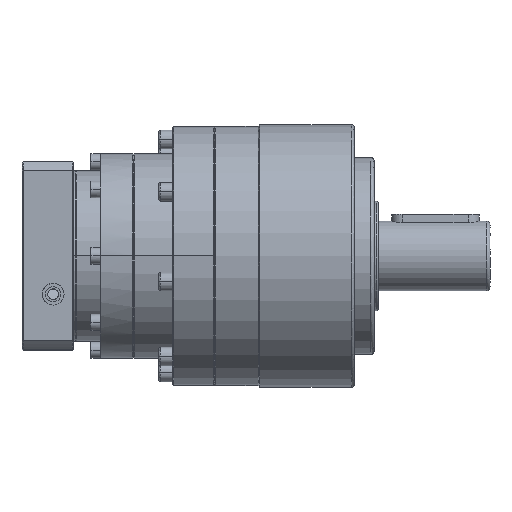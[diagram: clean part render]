
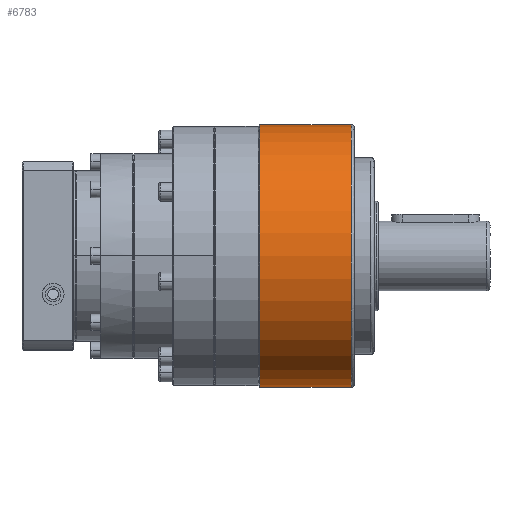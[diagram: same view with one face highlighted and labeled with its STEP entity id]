
A CAD part, top view. The second image highlights one B-rep face of the part: STEP entity #6783.
In plain terms, the highlighted cylindrical face has radius 60 mm (diameter 120 mm), a partial arc.
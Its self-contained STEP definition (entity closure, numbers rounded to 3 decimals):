
#1719 = CIRCLE ( 'NONE', #15030, 60. ) ;
#2660 = DIRECTION ( 'NONE',  ( 1., 0., 0. ) ) ;
#2712 = EDGE_CURVE ( 'NONE', #23950, #21895, #1719, .T. ) ;
#3410 = EDGE_CURVE ( 'NONE', #7068, #21895, #5558, .T. ) ;
#3491 = EDGE_CURVE ( 'NONE', #4208, #23950, #22402, .T. ) ;
#4208 = VERTEX_POINT ( 'NONE', #4542 ) ;
#4542 = CARTESIAN_POINT ( 'NONE',  ( 60., 0., 20.75 ) ) ;
#4830 = DIRECTION ( 'NONE',  ( 0., 0., 1. ) ) ;
#4946 = CARTESIAN_POINT ( 'NONE',  ( 0., 0., 0. ) ) ;
#5382 = EDGE_CURVE ( 'NONE', #7068, #4208, #24137, .T. ) ;
#5558 = LINE ( 'NONE', #13830, #18231 ) ;
#5978 = CYLINDRICAL_SURFACE ( 'NONE', #11078, 60. ) ;
#6325 = ORIENTED_EDGE ( 'NONE', *, *, #3491, .T. ) ;
#6783 = ADVANCED_FACE ( 'NONE', ( #7882 ), #5978, .T. ) ;
#7017 = EDGE_LOOP ( 'NONE', ( #22997, #23083, #6325, #20899 ) ) ;
#7068 = VERTEX_POINT ( 'NONE', #18961 ) ;
#7197 = DIRECTION ( 'NONE',  ( 1., 0., 0. ) ) ;
#7255 = DIRECTION ( 'NONE',  ( 0., 0., 1. ) ) ;
#7286 = CARTESIAN_POINT ( 'NONE',  ( 0., 0., 20.75 ) ) ;
#7728 = CARTESIAN_POINT ( 'NONE',  ( 60., 0., 62.5 ) ) ;
#7882 = FACE_OUTER_BOUND ( 'NONE', #7017, .T. ) ;
#11071 = CARTESIAN_POINT ( 'NONE',  ( -60., 0., 62.5 ) ) ;
#11078 = AXIS2_PLACEMENT_3D ( 'NONE', #4946, #4830, #2660 ) ;
#13222 = CARTESIAN_POINT ( 'NONE',  ( 60., 0., 0. ) ) ;
#13281 = DIRECTION ( 'NONE',  ( 0., 0., 1. ) ) ;
#13830 = CARTESIAN_POINT ( 'NONE',  ( -60., 0., 0. ) ) ;
#14097 = DIRECTION ( 'NONE',  ( 0., 0., 1. ) ) ;
#15030 = AXIS2_PLACEMENT_3D ( 'NONE', #24167, #24161, #24135 ) ;
#18231 = VECTOR ( 'NONE', #14097, 1000. ) ;
#18603 = AXIS2_PLACEMENT_3D ( 'NONE', #7286, #7255, #7197 ) ;
#18961 = CARTESIAN_POINT ( 'NONE',  ( -60., 0., 20.75 ) ) ;
#20899 = ORIENTED_EDGE ( 'NONE', *, *, #2712, .T. ) ;
#21895 = VERTEX_POINT ( 'NONE', #11071 ) ;
#22386 = VECTOR ( 'NONE', #13281, 1000. ) ;
#22402 = LINE ( 'NONE', #13222, #22386 ) ;
#22997 = ORIENTED_EDGE ( 'NONE', *, *, #3410, .F. ) ;
#23083 = ORIENTED_EDGE ( 'NONE', *, *, #5382, .T. ) ;
#23950 = VERTEX_POINT ( 'NONE', #7728 ) ;
#24135 = DIRECTION ( 'NONE',  ( 1., 0., 0. ) ) ;
#24137 = CIRCLE ( 'NONE', #18603, 60. ) ;
#24161 = DIRECTION ( 'NONE',  ( 0., 0., -1. ) ) ;
#24167 = CARTESIAN_POINT ( 'NONE',  ( 0., 0., 62.5 ) ) ;
